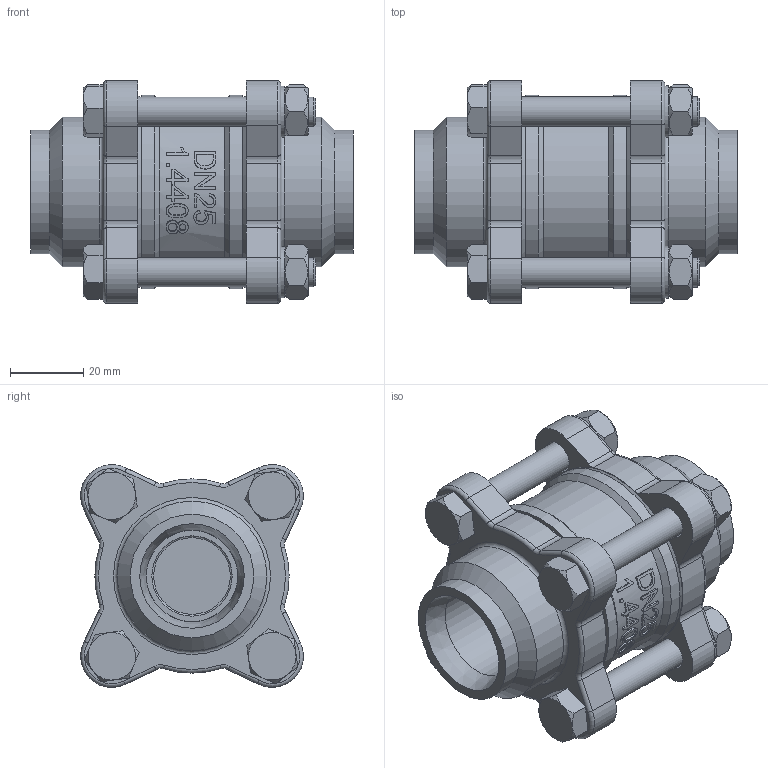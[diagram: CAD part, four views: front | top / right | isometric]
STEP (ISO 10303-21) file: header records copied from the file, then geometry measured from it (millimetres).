
FILE_DESCRIPTION(/* description */ ('Unknown'),/* implementation_level */ '2;1');
FILE_NAME(/* name */ 'WA-002-S008-DN25',/* time_stamp */ '2022-10-11T16:33:16+08:00',/* author */ ('Unknown'),/* organization */ ('Unknown'),/* preprocessor_version */ 'ST-DEVELOPER v16.7',/* originating_system */ 'DEX',/* authorisation */ $);
FILE_SCHEMA (('AUTOMOTIVE_DESIGN {1 0 10303 214 3 1 1}'));
Length unit declared in the file: millimetre
Products named in the file (6): WA-002-S008-DN25; WA-002-S008-DN25-BODY; WA-002-S008-DN25-CAP; M8 BOLT-2; M8 WASHER; M8 NUT
Assembly tree (15 placements, depth 2):
  WA-002-S008-DN25
    WA-002-S008-DN25-BODY
    WA-002-S008-DN25-CAP  x2
    M8 BOLT-2  x4
    M8 WASHER  x4
    M8 NUT  x4
Bounding box: 88.01 x 60.8 x 60.8 mm (x, y, z)
Volume: 116558.8 mm3; surface area: 53721.2 mm2
Topology: 16 solids, 16 shells, 468 faces, 1088 edges, 694 vertices
Faces by surface type: plane 225, cylinder 114, torus 49, cone 47, bspline 33
Full cylindrical faces by diameter (mm): 7.97 x1, 8 x12, 9 x8, 13.947 x1, 14 x4, 24.905 x1, 25 x2, 31.381 x1, 33.7 x2, 40.845 x2, 42.367 x1, 42.837 x1, 49.811 x1, 52.799 x2
Entity records: 14323 total; most frequent: CARTESIAN_POINT 7279, DIRECTION 1375, ORIENTED_EDGE 1352, EDGE_CURVE 676, AXIS2_PLACEMENT_3D 520, VERTEX_POINT 466, EDGE_LOOP 412, FACE_BOUND 412
